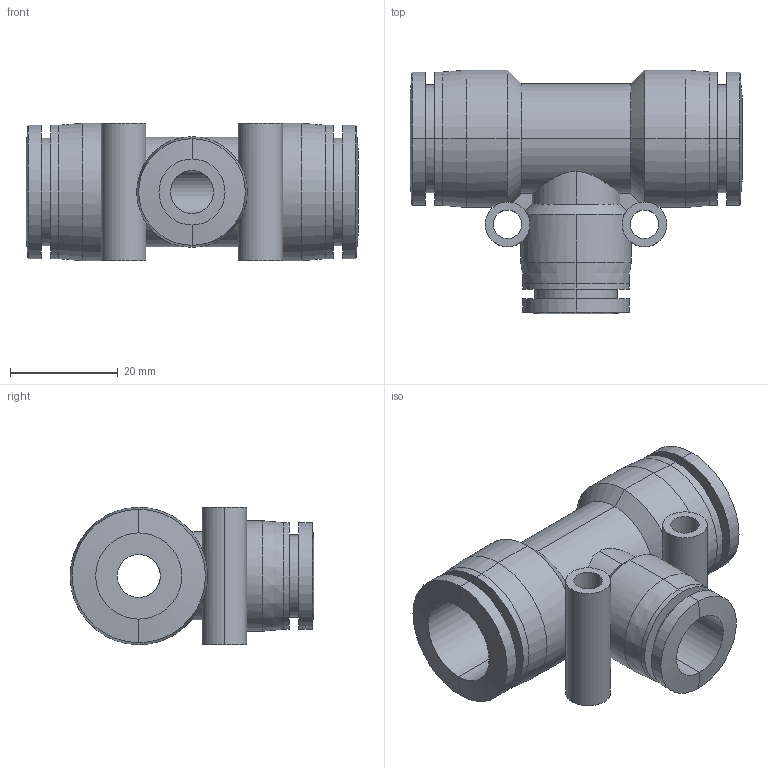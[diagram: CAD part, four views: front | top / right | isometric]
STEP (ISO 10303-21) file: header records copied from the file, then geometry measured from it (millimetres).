
FILE_DESCRIPTION (( 'STEP AP203' ), '1' );
FILE_NAME ('UTR16M-12M.step', '2016-02-15T20:20:04', ( '' ), ( '' ), 'SwSTEP 2.0', 'SolidWorks 2015', '' );
FILE_SCHEMA (( 'CONFIG_CONTROL_DESIGN' ));
Length unit declared in the file: millimetre
Products named in the file (1): UTR16M-12M
Bounding box: 61.6 x 45.25 x 25.5 mm (x, y, z)
Volume: 21159.9 mm3; surface area: 13504 mm2
Topology: 1 solids, 1 shells, 89 faces, 209 edges, 127 vertices
Faces by surface type: cylinder 49, cone 21, plane 19
Entity records: 2933 total; most frequent: CARTESIAN_POINT 777, DIRECTION 462, ORIENTED_EDGE 418, EDGE_CURVE 209, AXIS2_PLACEMENT_3D 192, VERTEX_POINT 127, EDGE_LOOP 102, CIRCLE 102
